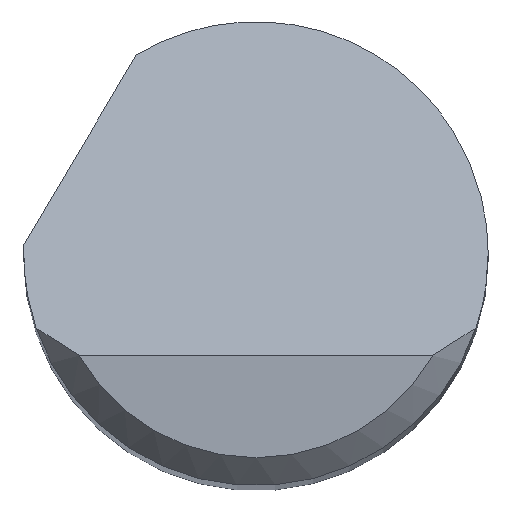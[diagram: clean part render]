
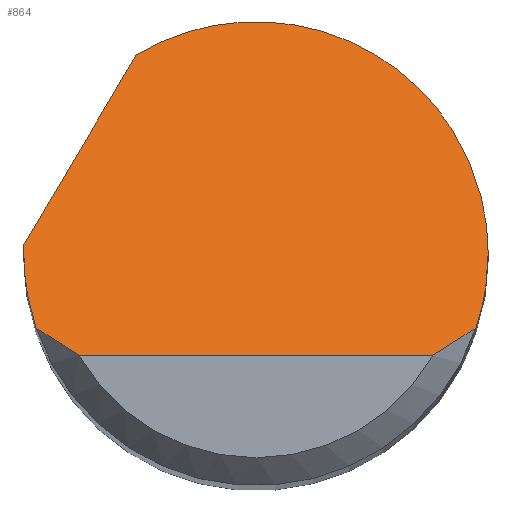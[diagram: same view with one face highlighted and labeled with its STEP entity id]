
A CAD part, top view. The second image highlights one B-rep face of the part: STEP entity #864.
In plain terms, the highlighted planar face has unit normal (0, 0.707, 0.707).
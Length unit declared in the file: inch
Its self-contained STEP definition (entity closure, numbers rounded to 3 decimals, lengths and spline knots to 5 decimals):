
#5 = ORIENTED_EDGE ( 'NONE', *, *, #637, .T. ) ;
#8 = CARTESIAN_POINT ( 'NONE',  ( 0., -0.055, 2. ) ) ;
#12 = B_SPLINE_CURVE_WITH_KNOTS ( 'NONE', 3,
 ( #494, #722, #717, #778 ),
 .UNSPECIFIED., .F., .F.,
 ( 4, 4 ),
 ( 0., 0.0008 ),
 .UNSPECIFIED. ) ;
#18 = CARTESIAN_POINT ( 'NONE',  ( -0.06437, 0.10715, 1.83785 ) ) ;
#32 = ORIENTED_EDGE ( 'NONE', *, *, #657, .F. ) ;
#42 = ORIENTED_EDGE ( 'NONE', *, *, #408, .T. ) ;
#46 = LINE ( 'NONE', #325, #247 ) ;
#72 = DIRECTION ( 'NONE',  ( 0., -0.707, -0.707 ) ) ;
#78 = CARTESIAN_POINT ( 'NONE',  ( 0.125, 0., 1.945 ) ) ;
#88 = PLANE ( 'NONE',  #511 ) ;
#117 = VERTEX_POINT ( 'NONE', #851 ) ;
#125 = CARTESIAN_POINT ( 'NONE',  ( -0.11107, -0.04528, 1.99028 ) ) ;
#144 = VERTEX_POINT ( 'NONE', #592 ) ;
#146 = EDGE_CURVE ( 'NONE', #832, #635, #240, .T. ) ;
#155 = EDGE_CURVE ( 'NONE', #832, #144, #892, .T. ) ;
#156 = DIRECTION ( 'NONE',  ( 0., 0.707, -0.707 ) ) ;
#160 = ORIENTED_EDGE ( 'NONE', *, *, #284, .F. ) ;
#194 = CARTESIAN_POINT ( 'NONE',  ( -0.125, 0.00167, 1.94333 ) ) ;
#197 = CARTESIAN_POINT ( 'NONE',  ( -0.125, -0.01363, 1.95863 ) ) ;
#212 = CARTESIAN_POINT ( 'NONE',  ( -0.11843, -0.04, 1.985 ) ) ;
#213 = CARTESIAN_POINT ( 'NONE',  ( 0.12279, -0.02708, 1.97208 ) ) ;
#222 = CARTESIAN_POINT ( 'NONE',  ( 0.11843, -0.04, 1.985 ) ) ;
#240 = B_SPLINE_CURVE_WITH_KNOTS ( 'NONE', 3,
 ( #274, #125, #672, #886 ),
 .UNSPECIFIED., .F., .F.,
 ( 4, 4 ),
 ( 0., 0.0008 ),
 .UNSPECIFIED. ) ;
#246 = EDGE_CURVE ( 'NONE', #488, #313, #46, .T. ) ;
#247 = VECTOR ( 'NONE', #321, 39.37008 ) ;
#259 = CARTESIAN_POINT ( 'NONE',  ( -0.125, 0., 1.945 ) ) ;
#269 = EDGE_CURVE ( 'NONE', #144, #488, #445, .T. ) ;
#274 = CARTESIAN_POINT ( 'NONE',  ( -0.11843, -0.04, 1.985 ) ) ;
#278 = CARTESIAN_POINT ( 'NONE',  ( 0.125, -0.01363, 1.95863 ) ) ;
#284 = EDGE_CURVE ( 'NONE', #313, #758, #513, .T. ) ;
#286 = DIRECTION ( 'NONE',  ( 1., 0., 0. ) ) ;
#291 = CARTESIAN_POINT ( 'NONE',  ( -0.125, -0.055, 2. ) ) ;
#313 = VERTEX_POINT ( 'NONE', #18 ) ;
#321 = DIRECTION ( 'NONE',  ( 0.386, 0.652, -0.652 ) ) ;
#325 = CARTESIAN_POINT ( 'NONE',  ( -0.15516, -0.04606, 1.99106 ) ) ;
#349 = FACE_OUTER_BOUND ( 'NONE', #834, .T. ) ;
#351 = CARTESIAN_POINT ( 'NONE',  ( 0.0296, 0.1636, 1.7814 ) ) ;
#385 = VECTOR ( 'NONE', #286, 39.37008 ) ;
#405 = LINE ( 'NONE', #8, #385 ) ;
#408 = EDGE_CURVE ( 'NONE', #117, #893, #12, .T. ) ;
#409 = CARTESIAN_POINT ( 'NONE',  ( 0.11843, -0.04, 1.985 ) ) ;
#445 =( BOUNDED_CURVE ( )  B_SPLINE_CURVE ( 3, ( #811, #194, #742, #535 ),
 .UNSPECIFIED., .F., .T. ) 
 B_SPLINE_CURVE_WITH_KNOTS ( ( 4, 4 ),
 ( 4.71239, 4.7524 ),
 .UNSPECIFIED. ) 
 CURVE ( )  GEOMETRIC_REPRESENTATION_ITEM ( )  RATIONAL_B_SPLINE_CURVE ( ( 1., 1., 1., 1. ) ) 
 REPRESENTATION_ITEM ( '' )  );
#464 = ORIENTED_EDGE ( 'NONE', *, *, #246, .F. ) ;
#467 = CARTESIAN_POINT ( 'NONE',  ( -0.11843, -0.04, 1.985 ) ) ;
#478 = CARTESIAN_POINT ( 'NONE',  ( -0.09526, -0.055, 2. ) ) ;
#479 = CARTESIAN_POINT ( 'NONE',  ( 0.125, 0.10961, 1.83539 ) ) ;
#484 = ORIENTED_EDGE ( 'NONE', *, *, #155, .F. ) ;
#488 = VERTEX_POINT ( 'NONE', #519 ) ;
#494 = CARTESIAN_POINT ( 'NONE',  ( 0.09526, -0.055, 2. ) ) ;
#511 = AXIS2_PLACEMENT_3D ( 'NONE', #291, #72, #156 ) ;
#513 =( BOUNDED_CURVE ( )  B_SPLINE_CURVE ( 3, ( #555, #351, #479, #830 ),
 .UNSPECIFIED., .F., .T. ) 
 B_SPLINE_CURVE_WITH_KNOTS ( ( 4, 4 ),
 ( 5.74227, 7.85398 ),
 .UNSPECIFIED. ) 
 CURVE ( )  GEOMETRIC_REPRESENTATION_ITEM ( )  RATIONAL_B_SPLINE_CURVE ( ( 1., 0.662, 0.662, 1. ) ) 
 REPRESENTATION_ITEM ( '' )  );
#519 = CARTESIAN_POINT ( 'NONE',  ( -0.1249, 0.005, 1.94 ) ) ;
#535 = CARTESIAN_POINT ( 'NONE',  ( -0.1249, 0.005, 1.94 ) ) ;
#555 = CARTESIAN_POINT ( 'NONE',  ( -0.06437, 0.10715, 1.83785 ) ) ;
#585 = CARTESIAN_POINT ( 'NONE',  ( 0.125, 0., 1.945 ) ) ;
#592 = CARTESIAN_POINT ( 'NONE',  ( -0.125, 0., 1.945 ) ) ;
#603 =( BOUNDED_CURVE ( )  B_SPLINE_CURVE ( 3, ( #78, #278, #213, #409 ),
 .UNSPECIFIED., .F., .T. ) 
 B_SPLINE_CURVE_WITH_KNOTS ( ( 4, 4 ),
 ( 1.5708, 1.89653 ),
 .UNSPECIFIED. ) 
 CURVE ( )  GEOMETRIC_REPRESENTATION_ITEM ( )  RATIONAL_B_SPLINE_CURVE ( ( 1., 0.991, 0.991, 1. ) ) 
 REPRESENTATION_ITEM ( '' )  );
#635 = VERTEX_POINT ( 'NONE', #478 ) ;
#637 = EDGE_CURVE ( 'NONE', #635, #117, #405, .T. ) ;
#640 = ORIENTED_EDGE ( 'NONE', *, *, #269, .F. ) ;
#657 = EDGE_CURVE ( 'NONE', #758, #893, #603, .T. ) ;
#672 = CARTESIAN_POINT ( 'NONE',  ( -0.10339, -0.05031, 1.99531 ) ) ;
#717 = CARTESIAN_POINT ( 'NONE',  ( 0.11107, -0.04528, 1.99028 ) ) ;
#722 = CARTESIAN_POINT ( 'NONE',  ( 0.10339, -0.05031, 1.99531 ) ) ;
#742 = CARTESIAN_POINT ( 'NONE',  ( -0.12497, 0.00333, 1.94167 ) ) ;
#758 = VERTEX_POINT ( 'NONE', #585 ) ;
#778 = CARTESIAN_POINT ( 'NONE',  ( 0.11843, -0.04, 1.985 ) ) ;
#785 = ORIENTED_EDGE ( 'NONE', *, *, #146, .T. ) ;
#805 = CARTESIAN_POINT ( 'NONE',  ( -0.12279, -0.02708, 1.97208 ) ) ;
#811 = CARTESIAN_POINT ( 'NONE',  ( -0.125, 0., 1.945 ) ) ;
#830 = CARTESIAN_POINT ( 'NONE',  ( 0.125, 0., 1.945 ) ) ;
#832 = VERTEX_POINT ( 'NONE', #212 ) ;
#834 = EDGE_LOOP ( 'NONE', ( #5, #42, #32, #160, #464, #640, #484, #785 ) ) ;
#851 = CARTESIAN_POINT ( 'NONE',  ( 0.09526, -0.055, 2. ) ) ;
#864 = ADVANCED_FACE ( 'NONE', ( #349 ), #88, .F. ) ;
#886 = CARTESIAN_POINT ( 'NONE',  ( -0.09526, -0.055, 2. ) ) ;
#892 =( BOUNDED_CURVE ( )  B_SPLINE_CURVE ( 3, ( #467, #805, #197, #259 ),
 .UNSPECIFIED., .F., .T. ) 
 B_SPLINE_CURVE_WITH_KNOTS ( ( 4, 4 ),
 ( 4.38666, 4.71239 ),
 .UNSPECIFIED. ) 
 CURVE ( )  GEOMETRIC_REPRESENTATION_ITEM ( )  RATIONAL_B_SPLINE_CURVE ( ( 1., 0.991, 0.991, 1. ) ) 
 REPRESENTATION_ITEM ( '' )  );
#893 = VERTEX_POINT ( 'NONE', #222 ) ;
